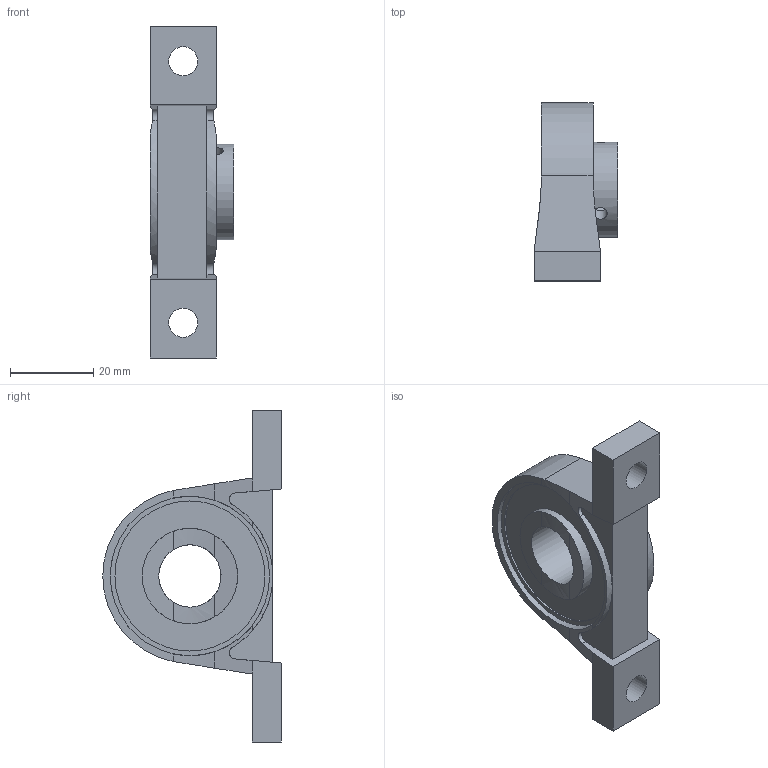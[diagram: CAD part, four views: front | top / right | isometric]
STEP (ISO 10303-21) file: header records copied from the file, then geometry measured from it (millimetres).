
FILE_DESCRIPTION( ( 'STEP AP214' ), ' ' );
FILE_NAME( 'BUST15.stp', '2018-11-26T06:50:59', ( '' ), ( '' ), ' ', 'PARTsolutions', ' ' );
FILE_SCHEMA( ( 'AUTOMOTIVE_DESIGN { 1 0 10303 214 1 1 1 1 }' ) );
Length unit declared in the file: millimetre
Products named in the file (1): _BUST15
Bounding box: 20.22 x 43 x 80 mm (x, y, z)
Volume: 20385.4 mm3; surface area: 9120.1 mm2
Topology: 1 solids, 1 shells, 58 faces, 153 edges, 100 vertices
Faces by surface type: plane 34, cylinder 24
Full cylindrical faces by diameter (mm): 3.242 x2, 7 x2, 15 x1, 23 x2, 36.15 x2, 38.4 x2
Entity records: 2490 total; most frequent: CARTESIAN_POINT 607, DIRECTION 290, ORIENTED_EDGE 276, EDGE_CURVE 138, AXIS2_PLACEMENT_3D 109, VERTEX_POINT 96, EDGE_LOOP 82, LINE 72
